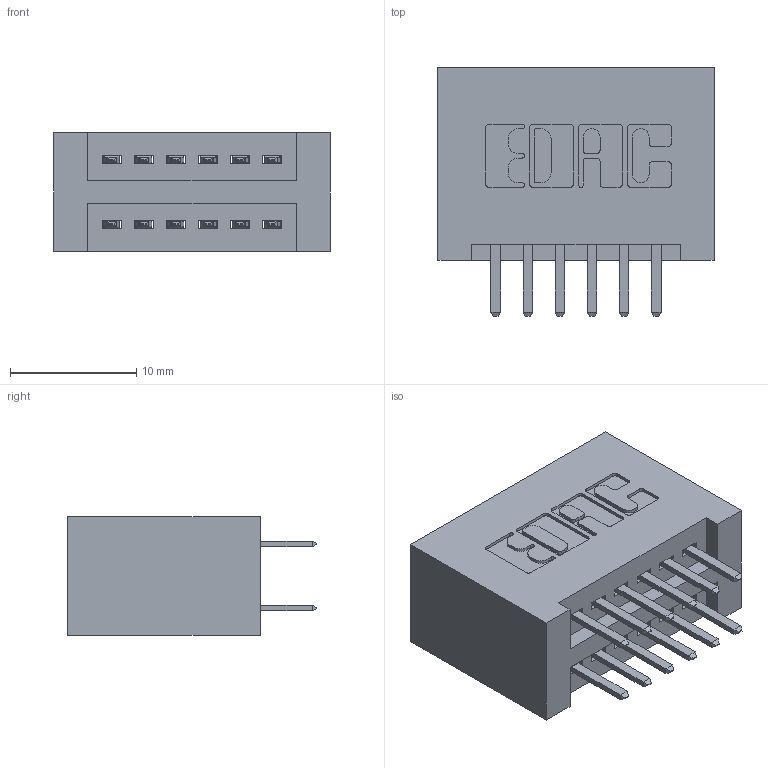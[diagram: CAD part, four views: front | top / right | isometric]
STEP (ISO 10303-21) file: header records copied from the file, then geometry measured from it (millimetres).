
FILE_DESCRIPTION (( 'STEP AP203' ), '1' );
FILE_NAME ('395-012-520-201.STEP', '2018-11-05T16:19:53', ( '' ), ( '' ), 'SwSTEP 2.0', 'SolidWorks 2016', '' );
FILE_SCHEMA (( 'CONFIG_CONTROL_DESIGN' ));
Length unit declared in the file: inch
Products named in the file (3): 395-012-520-201; 345-292-001_345-293-120; 345 Part_No Mounting Lugs
Assembly tree (13 placements, depth 2):
  395-012-520-201
    345 Part_No Mounting Lugs
    345-292-001_345-293-120  x12
Bounding box: 21.84 x 19.68 x 9.4 mm (x, y, z)
Volume: 2398.4 mm3; surface area: 3140.1 mm2
Topology: 13 solids, 13 shells, 766 faces, 2201 edges, 1434 vertices
Faces by surface type: plane 496, cylinder 270
Entity records: 9391 total; most frequent: CARTESIAN_POINT 1620, ORIENTED_EDGE 1542, DIRECTION 1455, EDGE_CURVE 771, VECTOR 619, LINE 619, VERTEX_POINT 510, AXIS2_PLACEMENT_3D 418
